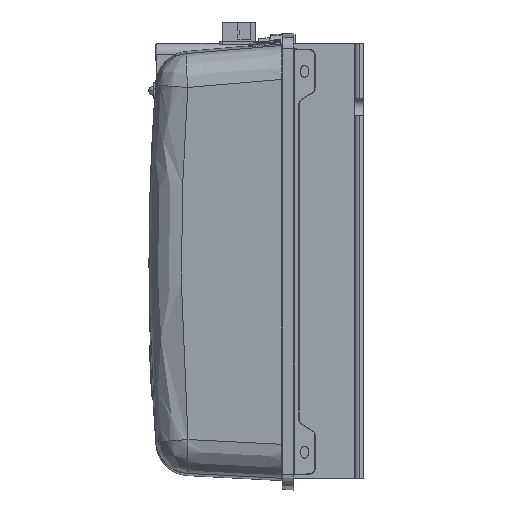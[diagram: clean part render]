
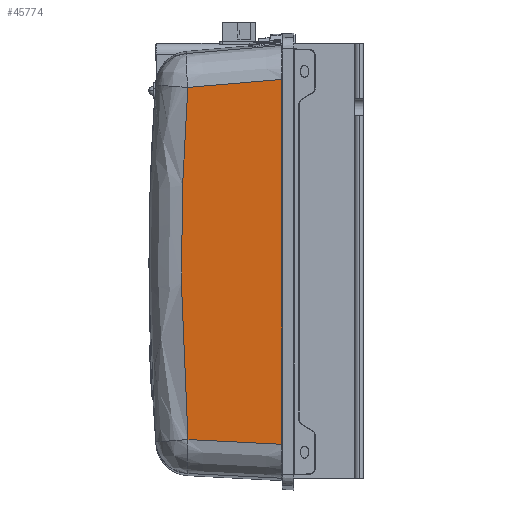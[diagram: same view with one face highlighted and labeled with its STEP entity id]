
A CAD part, left-side view. The second image highlights one B-rep face of the part: STEP entity #45774.
In plain terms, the highlighted free-form (B-spline) face has degree [3, 3] with [4, 7] control points.
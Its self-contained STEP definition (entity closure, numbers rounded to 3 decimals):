
#2728 = CARTESIAN_POINT ( 'NONE',  ( 99.02, 215.901, 2.1 ) ) ;
#3621 = ORIENTED_EDGE ( 'NONE', *, *, #59257, .F. ) ;
#5696 = EDGE_LOOP ( 'NONE', ( #118199, #3621, #98626, #128341 ) ) ;
#13773 = CARTESIAN_POINT ( 'NONE',  ( 70.17, 214.236, 33.86 ) ) ;
#14983 = EDGE_CURVE ( 'NONE', #38505, #88097, #82230, .T. ) ;
#15068 = CARTESIAN_POINT ( 'NONE',  ( 127.873, 215.901, 2.107 ) ) ;
#15592 = CARTESIAN_POINT ( 'NONE',  ( 14.825, 214.949, 17.068 ) ) ;
#16049 = CARTESIAN_POINT ( 'NONE',  ( 17.331, 213.42, 46.426 ) ) ;
#16956 = CARTESIAN_POINT ( 'NONE',  ( 184.469, 215.715, 2.39 ) ) ;
#19681 = CARTESIAN_POINT ( 'NONE',  ( 156.719, 213.403, 48.649 ) ) ;
#20334 = CARTESIAN_POINT ( 'NONE',  ( 70.171, 213.403, 49.743 ) ) ;
#20609 = VERTEX_POINT ( 'NONE', #53368 ) ;
#22916 = CARTESIAN_POINT ( 'NONE',  ( 41.322, 213.403, 48.622 ) ) ;
#23239 = B_SPLINE_CURVE_WITH_KNOTS ( 'NONE', 3,
 ( #54094, #115271, #76193, #16956 ),
 .UNSPECIFIED., .F., .F.,
 ( 4, 4 ),
 ( 0., 1. ),
 .UNSPECIFIED. ) ;
#24178 = CARTESIAN_POINT ( 'NONE',  ( 99.02, 215.068, 17.984 ) ) ;
#24834 = CARTESIAN_POINT ( 'NONE',  ( 12.549, 215.9, -1.261 ) ) ;
#25809 = CARTESIAN_POINT ( 'NONE',  ( 182.263, 213.42, 46.349 ) ) ;
#26441 = CARTESIAN_POINT ( 'NONE',  ( 127.325, 213.418, 49.454 ) ) ;
#28354 = CARTESIAN_POINT ( 'NONE',  ( 44.782, 213.419, 48.467 ) ) ;
#30175 = CARTESIAN_POINT ( 'NONE',  ( 183.734, 214.95, 17.043 ) ) ;
#32038 = CARTESIAN_POINT ( 'NONE',  ( 70.169, 215.068, 17.977 ) ) ;
#33352 = CARTESIAN_POINT ( 'NONE',  ( 12.556, 214.236, 30.506 ) ) ;
#33494 = B_SPLINE_CURVE_WITH_KNOTS ( 'NONE', 3,
 ( #52279, #50321, #30175, #90107 ),
 .UNSPECIFIED., .F., .F.,
 ( 4, 4 ),
 ( 0., 1. ),
 .UNSPECIFIED. ) ;
#34603 = CARTESIAN_POINT ( 'NONE',  ( 99.02, 214.236, 33.867 ) ) ;
#38505 = VERTEX_POINT ( 'NONE', #108224 ) ;
#39896 = CARTESIAN_POINT ( 'NONE',  ( 17.331, 213.42, 46.426 ) ) ;
#41782 = CARTESIAN_POINT ( 'NONE',  ( 41.32, 214.236, 32.739 ) ) ;
#42035 = B_SPLINE_SURFACE_WITH_KNOTS ( 'NONE', 3, 3, ( 
 ( #108900, #19681, #59360, #109550, #20334, #22916, #73681 ),
 ( #113408, #81512, #43047, #34603, #13773, #41782, #33352 ),
 ( #122483, #121215, #93256, #24178, #32038, #83446, #91324 ),
 ( #91961, #112136, #15068, #2728, #112778, #102365, #24834 ) ),
 .UNSPECIFIED., .F., .F., .F.,
 ( 4, 4 ),
 ( 4, 3, 4 ),
 ( 0., 1. ),
 ( 0., 0.5, 1. ),
 .UNSPECIFIED. ) ;
#43047 = CARTESIAN_POINT ( 'NONE',  ( 127.871, 214.236, 33.874 ) ) ;
#45774 = ADVANCED_FACE ( 'NONE', ( #69165 ), #42035, .T. ) ;
#50321 = CARTESIAN_POINT ( 'NONE',  ( 182.998, 214.185, 31.697 ) ) ;
#52279 = CARTESIAN_POINT ( 'NONE',  ( 182.263, 213.42, 46.349 ) ) ;
#53368 = CARTESIAN_POINT ( 'NONE',  ( 13.573, 215.713, 2.39 ) ) ;
#54094 = CARTESIAN_POINT ( 'NONE',  ( 13.573, 215.713, 2.39 ) ) ;
#55929 = CARTESIAN_POINT ( 'NONE',  ( 13.573, 215.713, 2.39 ) ) ;
#59257 = EDGE_CURVE ( 'NONE', #20609, #112084, #23239, .T. ) ;
#59360 = CARTESIAN_POINT ( 'NONE',  ( 127.87, 213.403, 49.757 ) ) ;
#69165 = FACE_OUTER_BOUND ( 'NONE', #5696, .T. ) ;
#70055 = EDGE_CURVE ( 'NONE', #38505, #112084, #33494, .T. ) ;
#73681 = CARTESIAN_POINT ( 'NONE',  ( 12.559, 213.403, 46.389 ) ) ;
#75009 = B_SPLINE_CURVE_WITH_KNOTS ( 'NONE', 3,
 ( #115848, #126831, #15592, #55929 ),
 .UNSPECIFIED., .F., .F.,
 ( 4, 4 ),
 ( 0., 1. ),
 .UNSPECIFIED. ) ;
#76193 = CARTESIAN_POINT ( 'NONE',  ( 127.504, 215.943, 2.39 ) ) ;
#81512 = CARTESIAN_POINT ( 'NONE',  ( 156.721, 214.236, 32.765 ) ) ;
#82230 = B_SPLINE_CURVE_WITH_KNOTS ( 'NONE', 3,
 ( #25809, #105926, #26441, #105265, #28354, #16049 ),
 .UNSPECIFIED., .F., .F.,
 ( 4, 2, 4 ),
 ( 0., 0.5, 1. ),
 .UNSPECIFIED. ) ;
#83446 = CARTESIAN_POINT ( 'NONE',  ( 41.317, 215.068, 16.855 ) ) ;
#88097 = VERTEX_POINT ( 'NONE', #39896 ) ;
#90107 = CARTESIAN_POINT ( 'NONE',  ( 184.469, 215.715, 2.39 ) ) ;
#90298 = CARTESIAN_POINT ( 'NONE',  ( 184.469, 215.715, 2.39 ) ) ;
#91324 = CARTESIAN_POINT ( 'NONE',  ( 12.552, 215.068, 14.622 ) ) ;
#91961 = CARTESIAN_POINT ( 'NONE',  ( 185.493, 215.9, -1.221 ) ) ;
#93256 = CARTESIAN_POINT ( 'NONE',  ( 127.872, 215.068, 17.99 ) ) ;
#98626 = ORIENTED_EDGE ( 'NONE', *, *, #123640, .F. ) ;
#102365 = CARTESIAN_POINT ( 'NONE',  ( 41.315, 215.901, 0.972 ) ) ;
#105265 = CARTESIAN_POINT ( 'NONE',  ( 72.271, 213.418, 49.48 ) ) ;
#105926 = CARTESIAN_POINT ( 'NONE',  ( 154.814, 213.419, 48.415 ) ) ;
#108224 = CARTESIAN_POINT ( 'NONE',  ( 182.263, 213.42, 46.349 ) ) ;
#108900 = CARTESIAN_POINT ( 'NONE',  ( 185.483, 213.403, 46.429 ) ) ;
#109550 = CARTESIAN_POINT ( 'NONE',  ( 99.02, 213.403, 49.75 ) ) ;
#112084 = VERTEX_POINT ( 'NONE', #90298 ) ;
#112136 = CARTESIAN_POINT ( 'NONE',  ( 156.726, 215.901, 0.999 ) ) ;
#112778 = CARTESIAN_POINT ( 'NONE',  ( 70.167, 215.901, 2.094 ) ) ;
#113408 = CARTESIAN_POINT ( 'NONE',  ( 185.486, 214.236, 30.546 ) ) ;
#115271 = CARTESIAN_POINT ( 'NONE',  ( 70.538, 215.942, 2.39 ) ) ;
#115848 = CARTESIAN_POINT ( 'NONE',  ( 17.331, 213.42, 46.426 ) ) ;
#118199 = ORIENTED_EDGE ( 'NONE', *, *, #70055, .T. ) ;
#121215 = CARTESIAN_POINT ( 'NONE',  ( 156.724, 215.068, 16.882 ) ) ;
#122483 = CARTESIAN_POINT ( 'NONE',  ( 185.49, 215.068, 14.662 ) ) ;
#123640 = EDGE_CURVE ( 'NONE', #88097, #20609, #75009, .T. ) ;
#126831 = CARTESIAN_POINT ( 'NONE',  ( 16.078, 214.185, 31.747 ) ) ;
#128341 = ORIENTED_EDGE ( 'NONE', *, *, #14983, .F. ) ;
